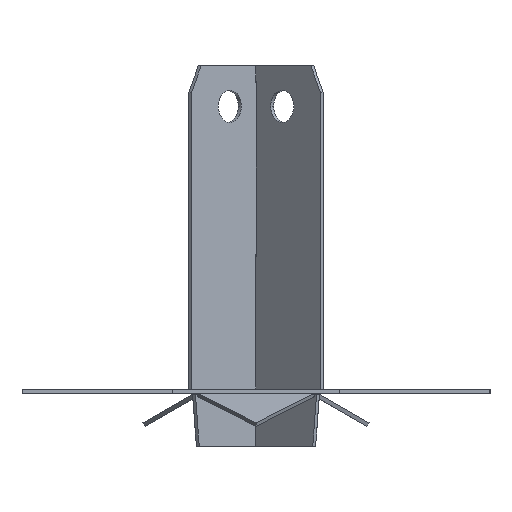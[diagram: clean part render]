
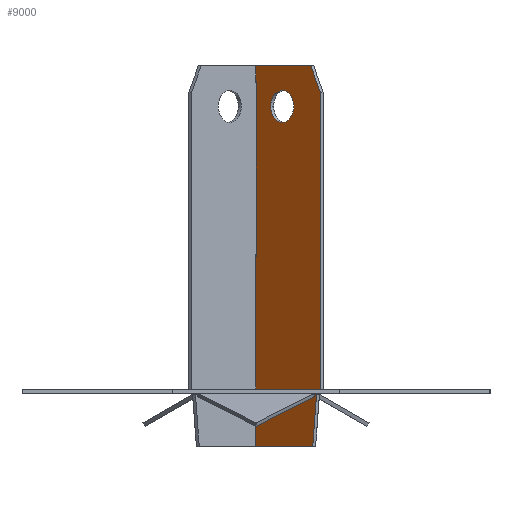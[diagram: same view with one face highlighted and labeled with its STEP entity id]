
A CAD part, top view. The second image highlights one B-rep face of the part: STEP entity #9000.
In plain terms, the highlighted face is planar.
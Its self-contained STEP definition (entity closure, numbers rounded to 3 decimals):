
#8368=CARTESIAN_POINT('',(-29.,-30.,1.5));
#8369=DIRECTION('',(0.,0.,1.));
#8370=DIRECTION('',(-1.,0.,0.));
#8371=AXIS2_PLACEMENT_3D('',#8368,#8369,#8370);
#8376=CARTESIAN_POINT('',(-29.,-30.,1.5));
#8377=DIRECTION('',(0.,0.,1.));
#8378=DIRECTION('',(1.,0.,0.));
#8379=AXIS2_PLACEMENT_3D('',#8376,#8377,#8378);
#8384=CARTESIAN_POINT('',(29.,-30.,1.5));
#8385=DIRECTION('',(0.,0.,-1.));
#8386=DIRECTION('',(1.,0.,0.));
#8387=AXIS2_PLACEMENT_3D('',#8384,#8385,#8386);
#8392=CARTESIAN_POINT('',(29.,-30.,1.5));
#8393=DIRECTION('',(0.,0.,-1.));
#8394=DIRECTION('',(-1.,0.,0.));
#8395=AXIS2_PLACEMENT_3D('',#8392,#8393,#8394);
#8400=DIRECTION('',(0.,-1.,0.));
#8401=VECTOR('',#8400,11.9);
#8402=CARTESIAN_POINT('',(-0.005,0.,1.5));
#8403=LINE('',#8402,#8401);
#8407=DIRECTION('',(-1.,0.,0.));
#8408=VECTOR('',#8407,1.995);
#8409=CARTESIAN_POINT('',(-0.005,-11.9,1.5));
#8410=LINE('',#8409,#8408);
#8414=DIRECTION('',(0.,-1.,0.));
#8415=VECTOR('',#8414,129.2);
#8416=CARTESIAN_POINT('',(-2.,-11.9,1.5));
#8417=LINE('',#8416,#8415);
#8421=DIRECTION('',(1.,0.,0.));
#8422=VECTOR('',#8421,4.);
#8423=CARTESIAN_POINT('',(-2.,-141.1,1.5));
#8424=LINE('',#8423,#8422);
#8428=DIRECTION('',(0.,1.,0.));
#8429=VECTOR('',#8428,129.2);
#8430=CARTESIAN_POINT('',(2.,-141.1,1.5));
#8431=LINE('',#8430,#8429);
#8435=DIRECTION('',(-1.,0.,0.));
#8436=VECTOR('',#8435,1.995);
#8437=CARTESIAN_POINT('',(2.,-11.9,1.5));
#8438=LINE('',#8437,#8436);
#8442=DIRECTION('',(0.,-1.,0.));
#8443=VECTOR('',#8442,11.9);
#8444=CARTESIAN_POINT('',(0.005,0.,1.5));
#8445=LINE('',#8444,#8443);
#8449=DIRECTION('',(-0.447,0.894,0.));
#8450=VECTOR('',#8449,22.361);
#8451=CARTESIAN_POINT('',(69.,-20.,1.5));
#8452=LINE('',#8451,#8450);
#8456=DIRECTION('',(0.,1.,0.));
#8457=VECTOR('',#8456,221.);
#8458=CARTESIAN_POINT('',(69.,-241.,1.5));
#8459=LINE('',#8458,#8457);
#8463=DIRECTION('',(1.,0.,0.));
#8464=VECTOR('',#8463,8.);
#8465=CARTESIAN_POINT('',(61.,-241.,1.5));
#8466=LINE('',#8465,#8464);
#8470=DIRECTION('',(0.,1.,0.));
#8471=VECTOR('',#8470,3.);
#8472=CARTESIAN_POINT('',(61.,-244.,1.5));
#8473=LINE('',#8472,#8471);
#8477=DIRECTION('',(-1.,0.,0.));
#8478=VECTOR('',#8477,4.);
#8479=CARTESIAN_POINT('',(65.,-244.,1.5));
#8480=LINE('',#8479,#8478);
#8484=DIRECTION('',(0.105,0.995,0.));
#8485=VECTOR('',#8484,38.21);
#8486=CARTESIAN_POINT('',(61.,-282.,1.5));
#8487=LINE('',#8486,#8485);
#8491=DIRECTION('',(-0.105,0.995,0.));
#8492=VECTOR('',#8491,38.21);
#8493=CARTESIAN_POINT('',(-61.,-282.,1.5));
#8494=LINE('',#8493,#8492);
#8498=DIRECTION('',(1.,0.,0.));
#8499=VECTOR('',#8498,4.);
#8500=CARTESIAN_POINT('',(-65.,-244.,1.5));
#8501=LINE('',#8500,#8499);
#8505=DIRECTION('',(0.,1.,0.));
#8506=VECTOR('',#8505,3.);
#8507=CARTESIAN_POINT('',(-61.,-244.,1.5));
#8508=LINE('',#8507,#8506);
#8512=DIRECTION('',(-1.,0.,0.));
#8513=VECTOR('',#8512,8.);
#8514=CARTESIAN_POINT('',(-61.,-241.,1.5));
#8515=LINE('',#8514,#8513);
#8519=DIRECTION('',(0.,1.,0.));
#8520=VECTOR('',#8519,221.);
#8521=CARTESIAN_POINT('',(-69.,-241.,1.5));
#8522=LINE('',#8521,#8520);
#8526=DIRECTION('',(0.447,0.894,0.));
#8527=VECTOR('',#8526,22.361);
#8528=CARTESIAN_POINT('',(-69.,-20.,1.5));
#8529=LINE('',#8528,#8527);
#8596=DIRECTION('',(-1.,0.,0.));
#8597=VECTOR('',#8596,58.995);
#8598=CARTESIAN_POINT('',(-0.005,0.,1.5));
#8599=LINE('',#8598,#8597);
#8638=DIRECTION('',(-1.,0.,0.));
#8639=VECTOR('',#8638,58.995);
#8640=CARTESIAN_POINT('',(59.,0.,1.5));
#8641=LINE('',#8640,#8639);
#8694=DIRECTION('',(1.,0.,0.));
#8695=VECTOR('',#8694,122.);
#8696=CARTESIAN_POINT('',(-61.,-282.,1.5));
#8697=LINE('',#8696,#8695);
#8755=CARTESIAN_POINT('',(61.,-282.,1.5));
#8756=CARTESIAN_POINT('',(65.,-244.,1.5));
#8757=VERTEX_POINT('',#8755);
#8758=VERTEX_POINT('',#8756);
#8759=CARTESIAN_POINT('',(61.,-244.,1.5));
#8760=VERTEX_POINT('',#8759);
#8761=CARTESIAN_POINT('',(61.,-241.,1.5));
#8762=VERTEX_POINT('',#8761);
#8763=CARTESIAN_POINT('',(69.,-241.,1.5));
#8764=VERTEX_POINT('',#8763);
#8765=CARTESIAN_POINT('',(69.,-20.,1.5));
#8766=VERTEX_POINT('',#8765);
#8773=CARTESIAN_POINT('',(41.,-30.,1.5));
#8774=CARTESIAN_POINT('',(17.,-30.,1.5));
#8775=VERTEX_POINT('',#8773);
#8776=VERTEX_POINT('',#8774);
#8777=CARTESIAN_POINT('',(59.,0.,1.5));
#8778=VERTEX_POINT('',#8777);
#8791=CARTESIAN_POINT('',(-61.,-282.,1.5));
#8792=CARTESIAN_POINT('',(-65.,-244.,1.5));
#8793=VERTEX_POINT('',#8791);
#8794=VERTEX_POINT('',#8792);
#8795=CARTESIAN_POINT('',(-61.,-244.,1.5));
#8796=VERTEX_POINT('',#8795);
#8797=CARTESIAN_POINT('',(-61.,-241.,1.5));
#8798=VERTEX_POINT('',#8797);
#8799=CARTESIAN_POINT('',(-69.,-241.,1.5));
#8800=VERTEX_POINT('',#8799);
#8801=CARTESIAN_POINT('',(-69.,-20.,1.5));
#8802=VERTEX_POINT('',#8801);
#8809=CARTESIAN_POINT('',(-41.,-30.,1.5));
#8810=CARTESIAN_POINT('',(-17.,-30.,1.5));
#8811=VERTEX_POINT('',#8809);
#8812=VERTEX_POINT('',#8810);
#8813=CARTESIAN_POINT('',(-59.,0.,1.5));
#8814=VERTEX_POINT('',#8813);
#8831=CARTESIAN_POINT('',(-0.005,0.,1.5));
#8832=CARTESIAN_POINT('',(-0.005,-11.9,1.5));
#8833=VERTEX_POINT('',#8831);
#8834=VERTEX_POINT('',#8832);
#8835=CARTESIAN_POINT('',(-2.,-11.9,1.5));
#8836=VERTEX_POINT('',#8835);
#8837=CARTESIAN_POINT('',(-2.,-141.1,1.5));
#8838=VERTEX_POINT('',#8837);
#8839=CARTESIAN_POINT('',(2.,-141.1,1.5));
#8840=VERTEX_POINT('',#8839);
#8841=CARTESIAN_POINT('',(2.,-11.9,1.5));
#8842=VERTEX_POINT('',#8841);
#8843=CARTESIAN_POINT('',(0.005,-11.9,1.5));
#8844=VERTEX_POINT('',#8843);
#8845=CARTESIAN_POINT('',(0.005,0.,1.5));
#8846=VERTEX_POINT('',#8845);
#8939=CARTESIAN_POINT('',(0.,0.,1.5));
#8940=DIRECTION('',(0.,0.,1.));
#8941=DIRECTION('',(1.,0.,0.));
#8942=AXIS2_PLACEMENT_3D('',#8939,#8940,#8941);
#8943=PLANE('',#8942);
#8945=ORIENTED_EDGE('',*,*,#8944,.T.);
#8947=ORIENTED_EDGE('',*,*,#8946,.T.);
#8949=ORIENTED_EDGE('',*,*,#8948,.T.);
#8951=ORIENTED_EDGE('',*,*,#8950,.T.);
#8953=ORIENTED_EDGE('',*,*,#8952,.T.);
#8955=ORIENTED_EDGE('',*,*,#8954,.T.);
#8957=ORIENTED_EDGE('',*,*,#8956,.F.);
#8959=ORIENTED_EDGE('',*,*,#8958,.F.);
#8961=ORIENTED_EDGE('',*,*,#8960,.F.);
#8963=ORIENTED_EDGE('',*,*,#8962,.F.);
#8965=ORIENTED_EDGE('',*,*,#8964,.F.);
#8967=ORIENTED_EDGE('',*,*,#8966,.F.);
#8969=ORIENTED_EDGE('',*,*,#8968,.F.);
#8971=ORIENTED_EDGE('',*,*,#8970,.F.);
#8973=ORIENTED_EDGE('',*,*,#8972,.F.);
#8975=ORIENTED_EDGE('',*,*,#8974,.T.);
#8977=ORIENTED_EDGE('',*,*,#8976,.T.);
#8979=ORIENTED_EDGE('',*,*,#8978,.T.);
#8981=ORIENTED_EDGE('',*,*,#8980,.T.);
#8983=ORIENTED_EDGE('',*,*,#8982,.T.);
#8985=ORIENTED_EDGE('',*,*,#8984,.T.);
#8987=ORIENTED_EDGE('',*,*,#8986,.F.);
#8988=EDGE_LOOP('',(#8945,#8947,#8949,#8951,#8953,#8955,#8957,#8959,#8961,#8963,
#8965,#8967,#8969,#8971,#8973,#8975,#8977,#8979,#8981,#8983,#8985,#8987));
#8989=FACE_OUTER_BOUND('',#8988,.F.);
#8991=ORIENTED_EDGE('',*,*,#8990,.F.);
#8993=ORIENTED_EDGE('',*,*,#8992,.F.);
#8994=EDGE_LOOP('',(#8991,#8993));
#8995=FACE_BOUND('',#8994,.F.);
#8996=ORIENTED_EDGE('',*,*,#8919,.T.);
#8997=ORIENTED_EDGE('',*,*,#8933,.T.);
#8998=EDGE_LOOP('',(#8996,#8997));
#8999=FACE_BOUND('',#8998,.F.);
#8372=CIRCLE('',#8371,12.);
#8380=CIRCLE('',#8379,12.);
#8388=CIRCLE('',#8387,12.);
#8396=CIRCLE('',#8395,12.);
#8919=EDGE_CURVE('',#8811,#8812,#8372,.T.);
#8933=EDGE_CURVE('',#8812,#8811,#8380,.T.);
#8944=EDGE_CURVE('',#8833,#8834,#8403,.T.);
#8946=EDGE_CURVE('',#8834,#8836,#8410,.T.);
#8948=EDGE_CURVE('',#8836,#8838,#8417,.T.);
#8950=EDGE_CURVE('',#8838,#8840,#8424,.T.);
#8952=EDGE_CURVE('',#8840,#8842,#8431,.T.);
#8954=EDGE_CURVE('',#8842,#8844,#8438,.T.);
#8956=EDGE_CURVE('',#8846,#8844,#8445,.T.);
#8958=EDGE_CURVE('',#8778,#8846,#8641,.T.);
#8960=EDGE_CURVE('',#8766,#8778,#8452,.T.);
#8962=EDGE_CURVE('',#8764,#8766,#8459,.T.);
#8964=EDGE_CURVE('',#8762,#8764,#8466,.T.);
#8966=EDGE_CURVE('',#8760,#8762,#8473,.T.);
#8968=EDGE_CURVE('',#8758,#8760,#8480,.T.);
#8970=EDGE_CURVE('',#8757,#8758,#8487,.T.);
#8972=EDGE_CURVE('',#8793,#8757,#8697,.T.);
#8974=EDGE_CURVE('',#8793,#8794,#8494,.T.);
#8976=EDGE_CURVE('',#8794,#8796,#8501,.T.);
#8978=EDGE_CURVE('',#8796,#8798,#8508,.T.);
#8980=EDGE_CURVE('',#8798,#8800,#8515,.T.);
#8982=EDGE_CURVE('',#8800,#8802,#8522,.T.);
#8984=EDGE_CURVE('',#8802,#8814,#8529,.T.);
#8986=EDGE_CURVE('',#8833,#8814,#8599,.T.);
#8990=EDGE_CURVE('',#8775,#8776,#8388,.T.);
#8992=EDGE_CURVE('',#8776,#8775,#8396,.T.);
#9000=ADVANCED_FACE('',(#8989,#8995,#8999),#8943,.T.);
